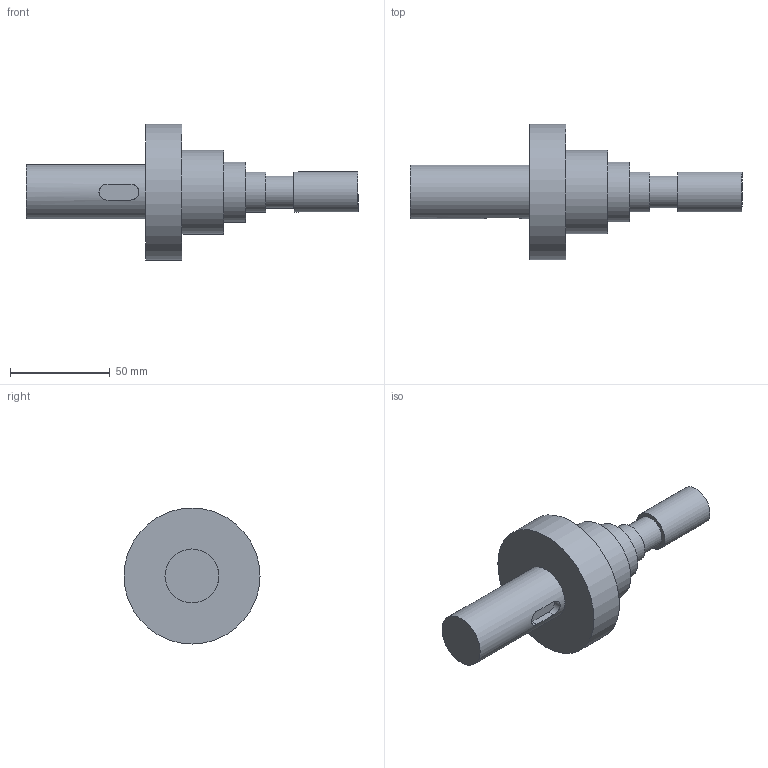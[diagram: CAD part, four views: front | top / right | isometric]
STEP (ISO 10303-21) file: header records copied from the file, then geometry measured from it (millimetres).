
FILE_DESCRIPTION(/* description */ (''),/* implementation_level */ '2;1');
FILE_NAME(/* name */ 'Eje Final.stp',/* time_stamp */ '2021-01-08T15:15:04-03:00',/* author */ ('dieku'),/* organization */ (''),/* preprocessor_version */ 'ST-DEVELOPER v18.1',/* originating_system */ 'Autodesk Inventor 2021',/* authorisation */ '');
FILE_SCHEMA (('AUTOMOTIVE_DESIGN { 1 0 10303 214 3 1 1 }'));
Length unit declared in the file: millimetre
Products named in the file (4): Eje Final; 5 Cilindros centrales; Cilindro Final diametro 20 largo 32; Cilindro Inicial con Corte
Assembly tree (3 placements, depth 2):
  Eje Final
    5 Cilindros centrales
    Cilindro Final diametro 20 largo 32
    Cilindro Inicial con Corte
Bounding box: 166 x 68 x 68 mm (x, y, z)
Volume: 152044.6 mm3; surface area: 25294.1 mm2
Topology: 3 solids, 3 shells, 22 faces, 54 edges, 45 vertices
Faces by surface type: plane 13, cylinder 9
Full cylindrical faces by diameter (mm): 16 x1, 20 x2, 27 x1, 30 x1, 42 x1, 68 x1
Entity records: 852 total; most frequent: CARTESIAN_POINT 160, DIRECTION 136, ORIENTED_EDGE 100, AXIS2_PLACEMENT_3D 60, EDGE_CURVE 50, VERTEX_POINT 38, CIRCLE 31, EDGE_LOOP 26
